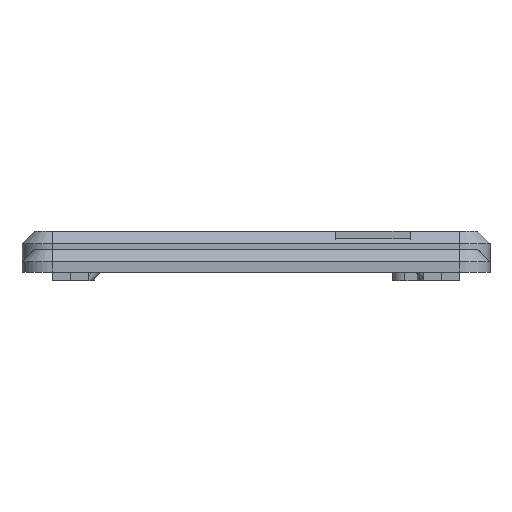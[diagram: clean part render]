
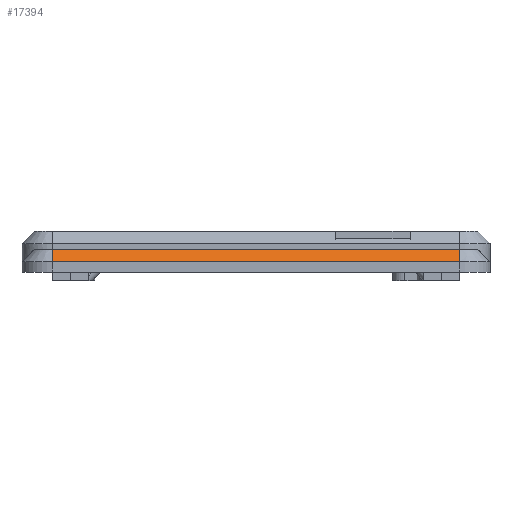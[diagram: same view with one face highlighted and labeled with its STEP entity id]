
A CAD part, front view. The second image highlights one B-rep face of the part: STEP entity #17394.
In plain terms, the highlighted planar face has unit normal (0, -0.707, 0.707).
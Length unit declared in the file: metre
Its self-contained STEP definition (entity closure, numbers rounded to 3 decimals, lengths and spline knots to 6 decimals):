
#720=LINE('',#25881,#2518);
#1143=LINE('',#26852,#2941);
#1531=LINE('',#27672,#3329);
#1532=LINE('',#27674,#3330);
#2518=VECTOR('',#20448,1.);
#2941=VECTOR('',#21167,1.);
#3329=VECTOR('',#21963,1.);
#3330=VECTOR('',#21966,1.);
#6998=ORIENTED_EDGE('',*,*,#11561,.T.);
#6999=ORIENTED_EDGE('',*,*,#11149,.F.);
#7000=ORIENTED_EDGE('',*,*,#11562,.F.);
#7001=ORIENTED_EDGE('',*,*,#10664,.F.);
#10664=EDGE_CURVE('',#13323,#13316,#720,.T.);
#11149=EDGE_CURVE('',#13705,#13706,#1143,.T.);
#11561=EDGE_CURVE('',#13323,#13706,#1531,.T.);
#11562=EDGE_CURVE('',#13316,#13705,#1532,.T.);
#13316=VERTEX_POINT('',#25867);
#13323=VERTEX_POINT('',#25880);
#13705=VERTEX_POINT('',#26851);
#13706=VERTEX_POINT('',#26853);
#14959=EDGE_LOOP('',(#6998,#6999,#7000,#7001));
#15965=FACE_BOUND('',#14959,.T.);
#16887=PLANE('',#18693);
#17394=ADVANCED_FACE('',(#15965),#16887,.T.);
#18693=AXIS2_PLACEMENT_3D('',#27673,#21964,#21965);
#20448=DIRECTION('',(1.,0.,0.));
#21167=DIRECTION('',(-1.,0.,0.));
#21963=DIRECTION('',(0.,-0.707,-0.707));
#21964=DIRECTION('',(0.,-0.707,0.707));
#21965=DIRECTION('',(-1.,0.,0.));
#21966=DIRECTION('',(0.,-0.707,-0.707));
#25867=CARTESIAN_POINT('',(0.0335,-0.0445,0.006693));
#25880=CARTESIAN_POINT('',(-0.0335,-0.0445,0.006693));
#25881=CARTESIAN_POINT('',(0.0335,-0.0445,0.006693));
#26851=CARTESIAN_POINT('',(0.0335,-0.0465,0.004693));
#26852=CARTESIAN_POINT('',(-0.0335,-0.0465,0.004693));
#26853=CARTESIAN_POINT('',(-0.0335,-0.0465,0.004693));
#27672=CARTESIAN_POINT('',(-0.0335,-0.0445,0.006693));
#27673=CARTESIAN_POINT('',(0.,-0.0445,0.006693));
#27674=CARTESIAN_POINT('',(0.0335,-0.0445,0.006693));
